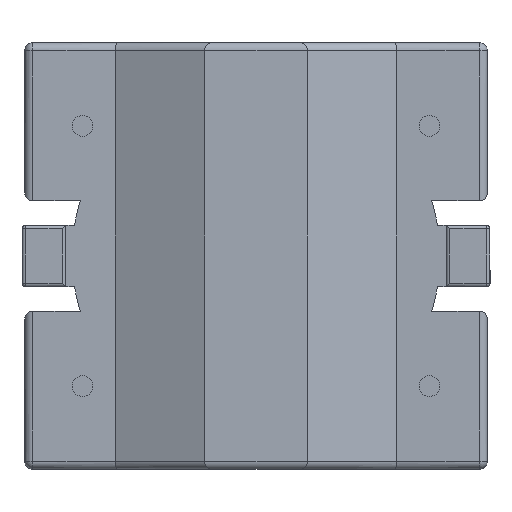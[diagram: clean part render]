
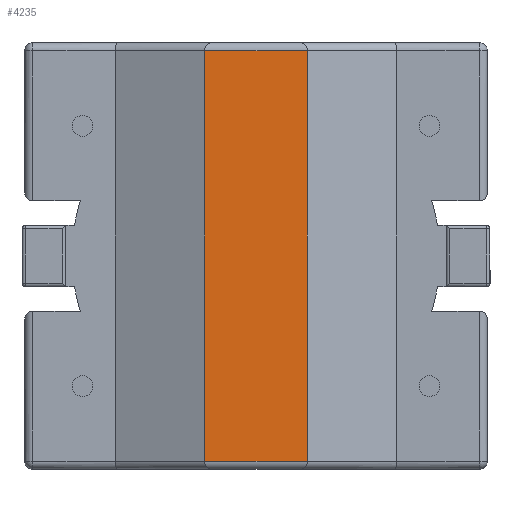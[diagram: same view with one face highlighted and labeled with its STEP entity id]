
A CAD part, front view. The second image highlights one B-rep face of the part: STEP entity #4235.
In plain terms, the highlighted planar face has unit normal (0, -1, 0).
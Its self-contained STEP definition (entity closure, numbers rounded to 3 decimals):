
#89 = CARTESIAN_POINT ( 'NONE',  ( 8.233, -1.75, -12.3 ) ) ;
#411 = LINE ( 'NONE', #89, #11665 ) ;
#719 = EDGE_LOOP ( 'NONE', ( #15879, #18164, #16377, #6922 ) ) ;
#984 = DIRECTION ( 'NONE',  ( -1., 0., 0. ) ) ;
#1048 = CARTESIAN_POINT ( 'NONE',  ( 5.267, -1.75, -0.235 ) ) ;
#2321 = CARTESIAN_POINT ( 'NONE',  ( 5.267, -1.75, -0.235 ) ) ;
#2509 = EDGE_CURVE ( 'NONE', #14305, #2846, #411, .T. ) ;
#2846 = VERTEX_POINT ( 'NONE', #6817 ) ;
#4235 = ADVANCED_FACE ( 'NONE', ( #4332 ), #18035, .T. ) ;
#4332 = FACE_OUTER_BOUND ( 'NONE', #719, .T. ) ;
#4650 = EDGE_CURVE ( 'NONE', #7231, #14724, #14797, .T. ) ;
#4899 = LINE ( 'NONE', #1048, #5359 ) ;
#5034 = CARTESIAN_POINT ( 'NONE',  ( 8.233, -1.75, -12.065 ) ) ;
#5359 = VECTOR ( 'NONE', #984, 1000. ) ;
#5401 = VECTOR ( 'NONE', #18962, 1000. ) ;
#6445 = CARTESIAN_POINT ( 'NONE',  ( 5.267, -1.75, -12.3 ) ) ;
#6817 = CARTESIAN_POINT ( 'NONE',  ( 8.233, -1.75, -0.235 ) ) ;
#6922 = ORIENTED_EDGE ( 'NONE', *, *, #12968, .T. ) ;
#7231 = VERTEX_POINT ( 'NONE', #8164 ) ;
#7301 = CARTESIAN_POINT ( 'NONE',  ( 8.233, -1.75, -12.065 ) ) ;
#7476 = DIRECTION ( 'NONE',  ( 0., 0., 1. ) ) ;
#7953 = DIRECTION ( 'NONE',  ( 0., -1., 0. ) ) ;
#8164 = CARTESIAN_POINT ( 'NONE',  ( 5.267, -1.75, -12.065 ) ) ;
#8768 = CARTESIAN_POINT ( 'NONE',  ( 5.267, -1.75, -12.3 ) ) ;
#11665 = VECTOR ( 'NONE', #7476, 1000. ) ;
#12713 = LINE ( 'NONE', #5034, #13174 ) ;
#12968 = EDGE_CURVE ( 'NONE', #7231, #14305, #12713, .T. ) ;
#13174 = VECTOR ( 'NONE', #15200, 1000. ) ;
#13693 = DIRECTION ( 'NONE',  ( 0., 0., -1. ) ) ;
#14305 = VERTEX_POINT ( 'NONE', #7301 ) ;
#14724 = VERTEX_POINT ( 'NONE', #2321 ) ;
#14797 = LINE ( 'NONE', #8768, #5401 ) ;
#15200 = DIRECTION ( 'NONE',  ( 1., 0., 0. ) ) ;
#15546 = AXIS2_PLACEMENT_3D ( 'NONE', #6445, #7953, #13693 ) ;
#15879 = ORIENTED_EDGE ( 'NONE', *, *, #2509, .T. ) ;
#16377 = ORIENTED_EDGE ( 'NONE', *, *, #4650, .F. ) ;
#18035 = PLANE ( 'NONE',  #15546 ) ;
#18077 = EDGE_CURVE ( 'NONE', #2846, #14724, #4899, .T. ) ;
#18164 = ORIENTED_EDGE ( 'NONE', *, *, #18077, .T. ) ;
#18962 = DIRECTION ( 'NONE',  ( 0., 0., 1. ) ) ;
